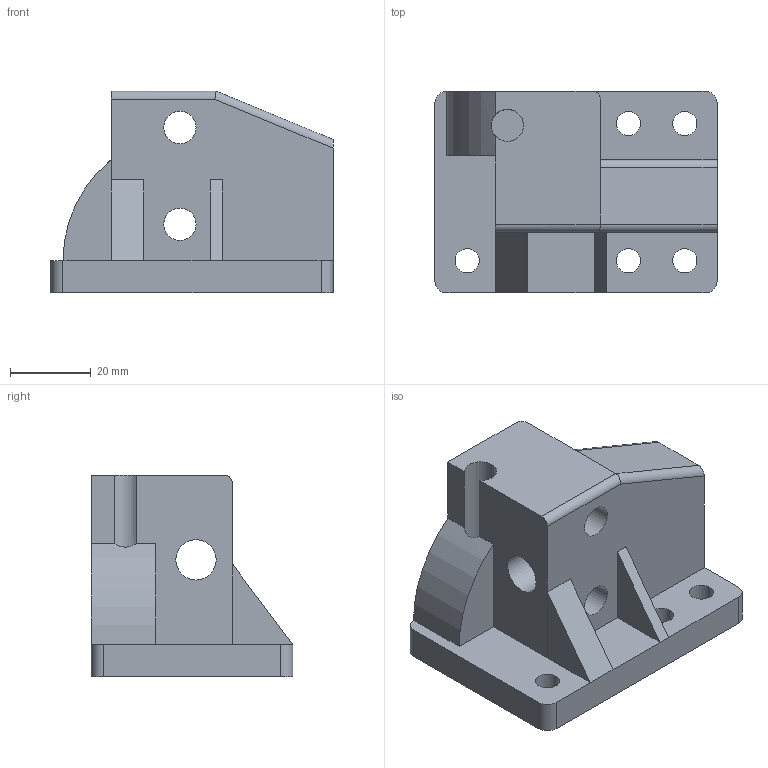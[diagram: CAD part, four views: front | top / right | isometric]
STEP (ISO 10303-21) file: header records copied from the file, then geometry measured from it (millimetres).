
FILE_DESCRIPTION(('FreeCAD Model'),'2;1');
FILE_NAME( 'ZbaseR.step', '2015-03-18T16:32:45',('FreeCAD'),('FreeCAD'), 'Open CASCADE STEP processor 6.5','FreeCAD','Unknown');
FILE_SCHEMA(('AUTOMOTIVE_DESIGN_CC2 { 1 2 10303 214 -1 1 5 4 }'));
Length unit declared in the file: millimetre
Products named in the file (1): ZbaseR
Bounding box: 70 x 50 x 50 mm (x, y, z)
Volume: 79315.9 mm3; surface area: 20775 mm2
Topology: 1 solids, 1 shells, 45 faces, 126 edges, 83 vertices
Faces by surface type: plane 27, cylinder 18
Full cylindrical faces by diameter (mm): 6 x5, 8 x3, 10 x1
Entity records: 3360 total; most frequent: CARTESIAN_POINT 779, DIRECTION 489, LINE 279, VECTOR 279, ORIENTED_EDGE 252, PCURVE 252, DEFINITIONAL_REPRESENTATION 252, EDGE_CURVE 126
